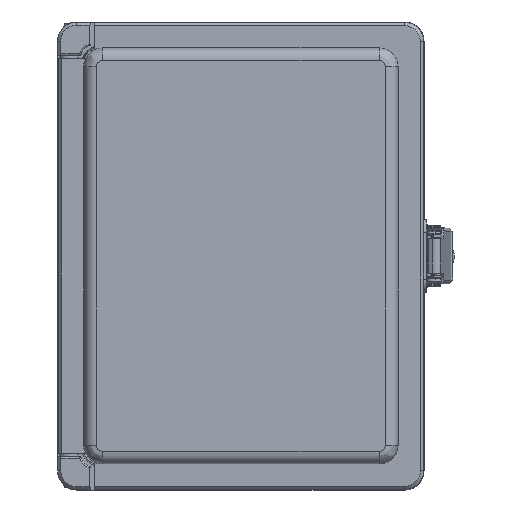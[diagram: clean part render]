
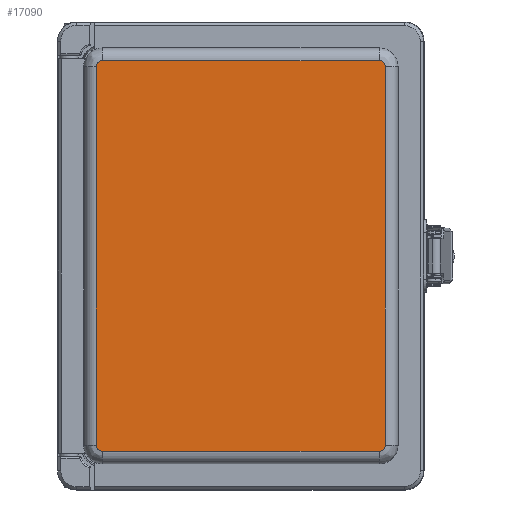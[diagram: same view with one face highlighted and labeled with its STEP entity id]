
A CAD part, top view. The second image highlights one B-rep face of the part: STEP entity #17090.
In plain terms, the highlighted planar face has unit normal (0, 0, 1).
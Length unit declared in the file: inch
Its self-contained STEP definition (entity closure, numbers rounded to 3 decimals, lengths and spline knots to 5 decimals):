
#1641=LINE($,#35314,#2888);
#1643=LINE($,#35349,#2890);
#1645=LINE($,#35353,#2892);
#1646=LINE($,#35384,#2893);
#2888=VECTOR($,#23765,5.45704);
#2890=VECTOR($,#23785,7.45704);
#2892=VECTOR($,#23789,7.45704);
#2893=VECTOR($,#23806,5.45704);
#4577=FACE_OUTER_BOUND($,#5768,.T.);
#5768=EDGE_LOOP($,(#14827,#14828,#14829,#14830,#14831,#14832,#14833,#14834));
#6781=CIRCLE($,#18997,0.12012);
#6783=CIRCLE($,#18999,0.12012);
#6789=CIRCLE($,#19007,0.12012);
#6791=CIRCLE($,#19009,0.12012);
#8275=VERTEX_POINT($,#35311);
#8276=VERTEX_POINT($,#35313);
#8279=VERTEX_POINT($,#35328);
#8280=VERTEX_POINT($,#35341);
#8282=VERTEX_POINT($,#35347);
#8283=VERTEX_POINT($,#35352);
#8285=VERTEX_POINT($,#35365);
#8286=VERTEX_POINT($,#35378);
#10516=EDGE_CURVE($,#8275,#8276,#1641,.T.);
#10520=EDGE_CURVE($,#8279,#8275,#6781,.T.);
#10522=EDGE_CURVE($,#8276,#8280,#6783,.T.);
#10526=EDGE_CURVE($,#8282,#8279,#1643,.T.);
#10528=EDGE_CURVE($,#8280,#8283,#1645,.T.);
#10531=EDGE_CURVE($,#8285,#8282,#6789,.T.);
#10533=EDGE_CURVE($,#8283,#8286,#6791,.T.);
#10536=EDGE_CURVE($,#8286,#8285,#1646,.T.);
#14827=ORIENTED_EDGE($,*,*,#10516,.F.);
#14828=ORIENTED_EDGE($,*,*,#10520,.F.);
#14829=ORIENTED_EDGE($,*,*,#10526,.F.);
#14830=ORIENTED_EDGE($,*,*,#10531,.F.);
#14831=ORIENTED_EDGE($,*,*,#10536,.F.);
#14832=ORIENTED_EDGE($,*,*,#10533,.F.);
#14833=ORIENTED_EDGE($,*,*,#10528,.F.);
#14834=ORIENTED_EDGE($,*,*,#10522,.F.);
#16187=PLANE($,#19013);
#17090=ADVANCED_FACE($,(#4577),#16187,.T.);
#18997=AXIS2_PLACEMENT_3D($,#35330,#23771,#23772);
#18999=AXIS2_PLACEMENT_3D($,#35342,#23775,#23776);
#19007=AXIS2_PLACEMENT_3D($,#35367,#23794,#23795);
#19009=AXIS2_PLACEMENT_3D($,#35379,#23798,#23799);
#19013=AXIS2_PLACEMENT_3D($,#35386,#23808,#23809);
#23765=DIRECTION($,(-1.,0.,0.));
#23771=DIRECTION('center_axis',(0.,0.,-1.));
#23772=DIRECTION('ref_axis',(0.707,-0.707,0.));
#23775=DIRECTION('center_axis',(0.,0.,-1.));
#23776=DIRECTION('ref_axis',(-0.707,-0.707,0.));
#23785=DIRECTION($,(0.,-1.,0.));
#23789=DIRECTION($,(0.,1.,0.));
#23794=DIRECTION('center_axis',(0.,0.,-1.));
#23795=DIRECTION('ref_axis',(0.707,0.707,0.));
#23798=DIRECTION('center_axis',(0.,0.,-1.));
#23799=DIRECTION('ref_axis',(-0.707,0.707,0.));
#23806=DIRECTION($,(1.,0.,0.));
#23808=DIRECTION('center_axis',(0.,0.,1.));
#23809=DIRECTION('ref_axis',(1.,0.,0.));
#35311=CARTESIAN_POINT('',(2.72852,-3.84863,1.));
#35313=CARTESIAN_POINT('',(-2.72852,-3.84863,1.));
#35314=CARTESIAN_POINT($,(2.72852,-3.84863,1.));
#35328=CARTESIAN_POINT('',(2.84863,-3.72852,1.));
#35330=CARTESIAN_POINT('Origin',(2.72852,-3.72852,1.));
#35341=CARTESIAN_POINT('',(-2.84863,-3.72852,1.));
#35342=CARTESIAN_POINT('Origin',(-2.72852,-3.72852,1.));
#35347=CARTESIAN_POINT('',(2.84863,3.72852,1.));
#35349=CARTESIAN_POINT($,(2.84863,3.72852,1.));
#35352=CARTESIAN_POINT('',(-2.84863,3.72852,1.));
#35353=CARTESIAN_POINT($,(-2.84863,-3.72852,1.));
#35365=CARTESIAN_POINT('',(2.72852,3.84863,1.));
#35367=CARTESIAN_POINT('Origin',(2.72852,3.72852,1.));
#35378=CARTESIAN_POINT('',(-2.72852,3.84863,1.));
#35379=CARTESIAN_POINT('Origin',(-2.72852,3.72852,1.));
#35384=CARTESIAN_POINT($,(-2.72852,3.84863,1.));
#35386=CARTESIAN_POINT('Origin',(0.,0.,1.));
